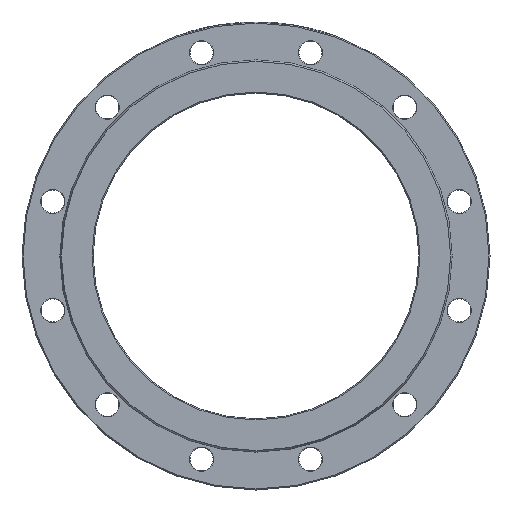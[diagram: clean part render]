
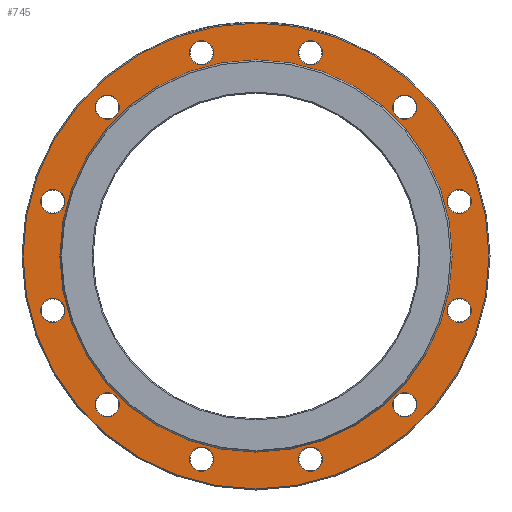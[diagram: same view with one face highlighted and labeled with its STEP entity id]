
A CAD part, left-side view. The second image highlights one B-rep face of the part: STEP entity #745.
In plain terms, the highlighted planar face has unit normal (-1, 0, 0).
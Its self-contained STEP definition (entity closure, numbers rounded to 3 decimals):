
#17 = VERTEX_POINT ( 'NONE', #1233 ) ;
#90 = CARTESIAN_POINT ( 'NONE',  ( 3., -151.381, -135.671 ) ) ;
#259 = EDGE_LOOP ( 'NONE', ( #6271 ) ) ;
#261 = EDGE_CURVE ( 'NONE', #6014, #6014, #588, .T. ) ;
#286 = EDGE_LOOP ( 'NONE', ( #5989 ) ) ;
#313 = CARTESIAN_POINT ( 'NONE',  ( 3., -51.764, 193.185 ) ) ;
#328 = FACE_OUTER_BOUND ( 'NONE', #6345, .T. ) ;
#347 = ORIENTED_EDGE ( 'NONE', *, *, #4251, .T. ) ;
#348 = DIRECTION ( 'NONE',  ( 1., 0., 0. ) ) ;
#380 = AXIS2_PLACEMENT_3D ( 'NONE', #5894, #784, #894 ) ;
#402 = DIRECTION ( 'NONE',  ( 1., 0., 0. ) ) ;
#537 = DIRECTION ( 'NONE',  ( 0., 0.866, -0.5 ) ) ;
#553 = VERTEX_POINT ( 'NONE', #3361 ) ;
#574 = ORIENTED_EDGE ( 'NONE', *, *, #2725, .T. ) ;
#588 = CIRCLE ( 'NONE', #4425, 11.5 ) ;
#621 = AXIS2_PLACEMENT_3D ( 'NONE', #2706, #6093, #6609 ) ;
#632 = EDGE_CURVE ( 'NONE', #4519, #4519, #5832, .T. ) ;
#698 = VERTEX_POINT ( 'NONE', #5036 ) ;
#733 = CARTESIAN_POINT ( 'NONE',  ( 3., 193.185, 51.764 ) ) ;
#745 = ADVANCED_FACE ( 'NONE', ( #3121, #5865, #7034, #4694, #2032, #3642, #3714, #4263, #3086, #4232, #6920, #1927, #328, #2543 ), #4768, .F. ) ;
#784 = DIRECTION ( 'NONE',  ( 1., 0., 0. ) ) ;
#819 = DIRECTION ( 'NONE',  ( 1., 0., 0. ) ) ;
#894 = DIRECTION ( 'NONE',  ( 0., 1., 0. ) ) ;
#905 = EDGE_CURVE ( 'NONE', #17, #17, #5595, .T. ) ;
#915 = DIRECTION ( 'NONE',  ( 0., -0.866, 0.5 ) ) ;
#1018 = CARTESIAN_POINT ( 'NONE',  ( 3., 198.935, 41.805 ) ) ;
#1066 = CIRCLE ( 'NONE', #1538, 11.5 ) ;
#1137 = EDGE_CURVE ( 'NONE', #6740, #6740, #1652, .T. ) ;
#1164 = CARTESIAN_POINT ( 'NONE',  ( 3., 151.381, 135.671 ) ) ;
#1233 = CARTESIAN_POINT ( 'NONE',  ( 3., -41.805, 198.935 ) ) ;
#1291 = DIRECTION ( 'NONE',  ( 1., 0., 0. ) ) ;
#1357 = EDGE_CURVE ( 'NONE', #1685, #1685, #3988, .T. ) ;
#1400 = EDGE_CURVE ( 'NONE', #7187, #7187, #1066, .T. ) ;
#1402 = EDGE_LOOP ( 'NONE', ( #4484 ) ) ;
#1447 = CARTESIAN_POINT ( 'NONE',  ( 3., 0., 0. ) ) ;
#1517 = AXIS2_PLACEMENT_3D ( 'NONE', #5356, #2590, #1870 ) ;
#1538 = AXIS2_PLACEMENT_3D ( 'NONE', #5816, #819, #5263 ) ;
#1641 = CIRCLE ( 'NONE', #6055, 186.463 ) ;
#1652 = CIRCLE ( 'NONE', #5725, 11.5 ) ;
#1685 = VERTEX_POINT ( 'NONE', #3881 ) ;
#1689 = CARTESIAN_POINT ( 'NONE',  ( 3., -51.764, -193.185 ) ) ;
#1718 = CARTESIAN_POINT ( 'NONE',  ( 3., -141.421, 141.421 ) ) ;
#1870 = DIRECTION ( 'NONE',  ( 0., -0.5, 0.866 ) ) ;
#1910 = EDGE_LOOP ( 'NONE', ( #3994 ) ) ;
#1927 = FACE_BOUND ( 'NONE', #1910, .T. ) ;
#1971 = VERTEX_POINT ( 'NONE', #3612 ) ;
#2032 = FACE_BOUND ( 'NONE', #3966, .T. ) ;
#2084 = EDGE_LOOP ( 'NONE', ( #3580 ) ) ;
#2127 = CIRCLE ( 'NONE', #2594, 11.5 ) ;
#2189 = DIRECTION ( 'NONE',  ( 0., 0.5, 0.866 ) ) ;
#2242 = CIRCLE ( 'NONE', #4692, 11.5 ) ;
#2264 = VERTEX_POINT ( 'NONE', #90 ) ;
#2364 = DIRECTION ( 'NONE',  ( 1., 0., 0. ) ) ;
#2410 = EDGE_LOOP ( 'NONE', ( #6941 ) ) ;
#2448 = AXIS2_PLACEMENT_3D ( 'NONE', #6840, #1291, #5127 ) ;
#2454 = EDGE_LOOP ( 'NONE', ( #6140 ) ) ;
#2530 = DIRECTION ( 'NONE',  ( 1., 0., 0. ) ) ;
#2543 = FACE_BOUND ( 'NONE', #259, .T. ) ;
#2566 = CARTESIAN_POINT ( 'NONE',  ( 3., 141.421, -141.421 ) ) ;
#2590 = DIRECTION ( 'NONE',  ( 1., 0., 0. ) ) ;
#2594 = AXIS2_PLACEMENT_3D ( 'NONE', #1718, #6015, #2189 ) ;
#2618 = DIRECTION ( 'NONE',  ( 0., 0., -1. ) ) ;
#2706 = CARTESIAN_POINT ( 'NONE',  ( 3., 51.764, -193.185 ) ) ;
#2725 = EDGE_CURVE ( 'NONE', #5618, #5618, #6524, .T. ) ;
#2913 = EDGE_CURVE ( 'NONE', #3463, #3463, #1641, .T. ) ;
#3086 = FACE_BOUND ( 'NONE', #2454, .T. ) ;
#3121 = FACE_BOUND ( 'NONE', #2084, .T. ) ;
#3361 = CARTESIAN_POINT ( 'NONE',  ( 3., -135.671, 151.381 ) ) ;
#3463 = VERTEX_POINT ( 'NONE', #6709 ) ;
#3580 = ORIENTED_EDGE ( 'NONE', *, *, #261, .T. ) ;
#3612 = CARTESIAN_POINT ( 'NONE',  ( 3., -63.264, -193.185 ) ) ;
#3638 = DIRECTION ( 'NONE',  ( 0., 0.5, -0.866 ) ) ;
#3642 = FACE_BOUND ( 'NONE', #6899, .T. ) ;
#3714 = FACE_BOUND ( 'NONE', #4464, .T. ) ;
#3857 = ORIENTED_EDGE ( 'NONE', *, *, #1400, .T. ) ;
#3881 = CARTESIAN_POINT ( 'NONE',  ( 3., 63.264, 193.185 ) ) ;
#3887 = CIRCLE ( 'NONE', #4817, 11.5 ) ;
#3913 = CARTESIAN_POINT ( 'NONE',  ( 3., 0., -221.5 ) ) ;
#3966 = EDGE_LOOP ( 'NONE', ( #347 ) ) ;
#3988 = CIRCLE ( 'NONE', #380, 11.5 ) ;
#3994 = ORIENTED_EDGE ( 'NONE', *, *, #632, .T. ) ;
#4067 = ORIENTED_EDGE ( 'NONE', *, *, #4975, .T. ) ;
#4085 = AXIS2_PLACEMENT_3D ( 'NONE', #5384, #402, #2618 ) ;
#4203 = AXIS2_PLACEMENT_3D ( 'NONE', #4209, #4673, #4633 ) ;
#4209 = CARTESIAN_POINT ( 'NONE',  ( 3., 0., 0. ) ) ;
#4232 = FACE_BOUND ( 'NONE', #2410, .T. ) ;
#4251 = EDGE_CURVE ( 'NONE', #553, #553, #2127, .T. ) ;
#4263 = FACE_BOUND ( 'NONE', #286, .T. ) ;
#4287 = EDGE_CURVE ( 'NONE', #698, #698, #4453, .T. ) ;
#4363 = DIRECTION ( 'NONE',  ( 1., 0., 0. ) ) ;
#4374 = EDGE_CURVE ( 'NONE', #2264, #2264, #2242, .T. ) ;
#4385 = DIRECTION ( 'NONE',  ( 1., 0., 0. ) ) ;
#4425 = AXIS2_PLACEMENT_3D ( 'NONE', #733, #2364, #3638 ) ;
#4453 = CIRCLE ( 'NONE', #621, 11.5 ) ;
#4464 = EDGE_LOOP ( 'NONE', ( #4981 ) ) ;
#4484 = ORIENTED_EDGE ( 'NONE', *, *, #1137, .T. ) ;
#4519 = VERTEX_POINT ( 'NONE', #6092 ) ;
#4625 = VERTEX_POINT ( 'NONE', #5727 ) ;
#4633 = DIRECTION ( 'NONE',  ( 0., 0., -1. ) ) ;
#4673 = DIRECTION ( 'NONE',  ( -1., 0., 0. ) ) ;
#4692 = AXIS2_PLACEMENT_3D ( 'NONE', #7075, #6933, #915 ) ;
#4694 = FACE_BOUND ( 'NONE', #4753, .T. ) ;
#4753 = EDGE_LOOP ( 'NONE', ( #6431 ) ) ;
#4768 = PLANE ( 'NONE',  #4085 ) ;
#4780 = CIRCLE ( 'NONE', #1517, 11.5 ) ;
#4817 = AXIS2_PLACEMENT_3D ( 'NONE', #2566, #348, #6497 ) ;
#4975 = EDGE_CURVE ( 'NONE', #4625, #4625, #3887, .T. ) ;
#4981 = ORIENTED_EDGE ( 'NONE', *, *, #6123, .T. ) ;
#5034 = EDGE_LOOP ( 'NONE', ( #4067 ) ) ;
#5036 = CARTESIAN_POINT ( 'NONE',  ( 3., 41.805, -198.935 ) ) ;
#5108 = EDGE_CURVE ( 'NONE', #1971, #1971, #5225, .T. ) ;
#5127 = DIRECTION ( 'NONE',  ( 0., 0., -1. ) ) ;
#5225 = CIRCLE ( 'NONE', #5344, 11.5 ) ;
#5263 = DIRECTION ( 'NONE',  ( 0., 0., 1. ) ) ;
#5344 = AXIS2_PLACEMENT_3D ( 'NONE', #1689, #4385, #6712 ) ;
#5356 = CARTESIAN_POINT ( 'NONE',  ( 3., -193.185, -51.764 ) ) ;
#5384 = CARTESIAN_POINT ( 'NONE',  ( 3., 186.463, 0. ) ) ;
#5595 = CIRCLE ( 'NONE', #5604, 11.5 ) ;
#5604 = AXIS2_PLACEMENT_3D ( 'NONE', #313, #2530, #6977 ) ;
#5618 = VERTEX_POINT ( 'NONE', #3913 ) ;
#5725 = AXIS2_PLACEMENT_3D ( 'NONE', #6623, #4363, #537 ) ;
#5727 = CARTESIAN_POINT ( 'NONE',  ( 3., 135.671, -151.381 ) ) ;
#5816 = CARTESIAN_POINT ( 'NONE',  ( 3., -193.185, 51.764 ) ) ;
#5832 = CIRCLE ( 'NONE', #2448, 11.5 ) ;
#5865 = FACE_BOUND ( 'NONE', #1402, .T. ) ;
#5894 = CARTESIAN_POINT ( 'NONE',  ( 3., 51.764, 193.185 ) ) ;
#5989 = ORIENTED_EDGE ( 'NONE', *, *, #4374, .T. ) ;
#6014 = VERTEX_POINT ( 'NONE', #1018 ) ;
#6015 = DIRECTION ( 'NONE',  ( 1., 0., 0. ) ) ;
#6028 = DIRECTION ( 'NONE',  ( -1., 0., 0. ) ) ;
#6055 = AXIS2_PLACEMENT_3D ( 'NONE', #1447, #6028, #7097 ) ;
#6092 = CARTESIAN_POINT ( 'NONE',  ( 3., 193.185, -63.264 ) ) ;
#6093 = DIRECTION ( 'NONE',  ( 1., 0., 0. ) ) ;
#6123 = EDGE_CURVE ( 'NONE', #6852, #6852, #4780, .T. ) ;
#6140 = ORIENTED_EDGE ( 'NONE', *, *, #5108, .T. ) ;
#6232 = CARTESIAN_POINT ( 'NONE',  ( 3., -193.185, 63.264 ) ) ;
#6271 = ORIENTED_EDGE ( 'NONE', *, *, #2913, .F. ) ;
#6345 = EDGE_LOOP ( 'NONE', ( #574 ) ) ;
#6421 = CARTESIAN_POINT ( 'NONE',  ( 3., -198.935, -41.805 ) ) ;
#6431 = ORIENTED_EDGE ( 'NONE', *, *, #905, .T. ) ;
#6497 = DIRECTION ( 'NONE',  ( 0., -0.5, -0.866 ) ) ;
#6506 = ORIENTED_EDGE ( 'NONE', *, *, #1357, .T. ) ;
#6524 = CIRCLE ( 'NONE', #4203, 221.5 ) ;
#6609 = DIRECTION ( 'NONE',  ( 0., -0.866, -0.5 ) ) ;
#6623 = CARTESIAN_POINT ( 'NONE',  ( 3., 141.421, 141.421 ) ) ;
#6709 = CARTESIAN_POINT ( 'NONE',  ( 3., 0., 186.463 ) ) ;
#6712 = DIRECTION ( 'NONE',  ( 0., -1., 0. ) ) ;
#6740 = VERTEX_POINT ( 'NONE', #1164 ) ;
#6840 = CARTESIAN_POINT ( 'NONE',  ( 3., 193.185, -51.764 ) ) ;
#6852 = VERTEX_POINT ( 'NONE', #6421 ) ;
#6899 = EDGE_LOOP ( 'NONE', ( #3857 ) ) ;
#6920 = FACE_BOUND ( 'NONE', #5034, .T. ) ;
#6933 = DIRECTION ( 'NONE',  ( 1., 0., 0. ) ) ;
#6941 = ORIENTED_EDGE ( 'NONE', *, *, #4287, .T. ) ;
#6977 = DIRECTION ( 'NONE',  ( 0., 0.866, 0.5 ) ) ;
#7034 = FACE_BOUND ( 'NONE', #7118, .T. ) ;
#7075 = CARTESIAN_POINT ( 'NONE',  ( 3., -141.421, -141.421 ) ) ;
#7097 = DIRECTION ( 'NONE',  ( 0., 0., 1. ) ) ;
#7118 = EDGE_LOOP ( 'NONE', ( #6506 ) ) ;
#7187 = VERTEX_POINT ( 'NONE', #6232 ) ;
